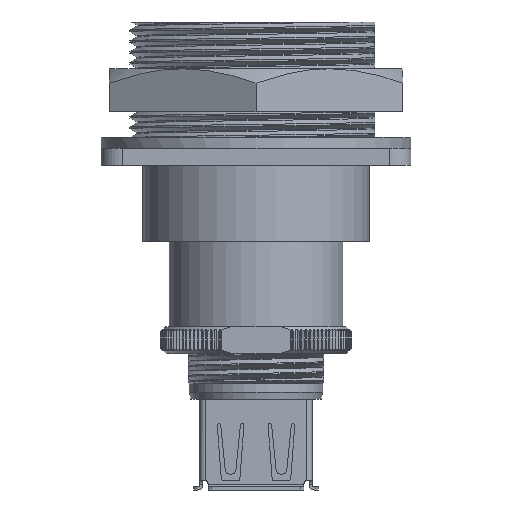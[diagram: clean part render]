
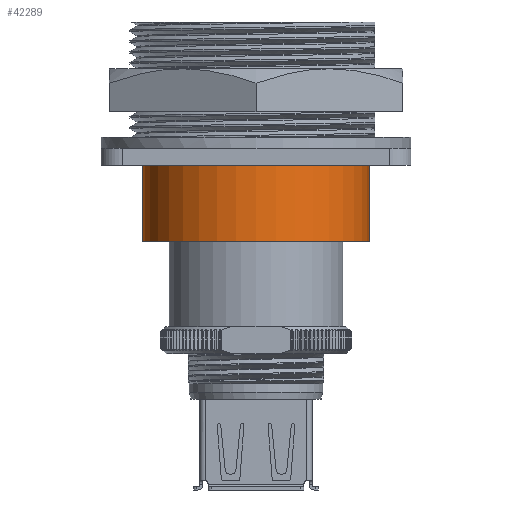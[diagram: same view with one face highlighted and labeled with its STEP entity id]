
A CAD part, front view. The second image highlights one B-rep face of the part: STEP entity #42289.
In plain terms, the highlighted cylindrical face has radius 13.335 mm (diameter 26.67 mm), a partial arc.
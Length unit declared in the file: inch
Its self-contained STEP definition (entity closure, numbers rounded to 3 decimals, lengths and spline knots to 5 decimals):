
#6071 = AXIS2_PLACEMENT_3D ( 'NONE', #39452, #16809, #43253 ) ;
#7477 = LINE ( 'NONE', #20858, #14018 ) ;
#7736 = AXIS2_PLACEMENT_3D ( 'NONE', #37536, #14895, #41332 ) ;
#10279 = VERTEX_POINT ( 'NONE', #20998 ) ;
#10630 = EDGE_CURVE ( 'NONE', #39232, #17860, #12985, .T. ) ;
#12289 = EDGE_CURVE ( 'NONE', #39232, #37237, #29466, .T. ) ;
#12985 = CIRCLE ( 'NONE', #6071, 0.525 ) ;
#14018 = VECTOR ( 'NONE', #43356, 39.37008 ) ;
#14895 = DIRECTION ( 'NONE',  ( 0., 0., -1. ) ) ;
#16809 = DIRECTION ( 'NONE',  ( 0., 0., -1. ) ) ;
#17860 = VERTEX_POINT ( 'NONE', #19659 ) ;
#19659 = CARTESIAN_POINT ( 'NONE',  ( -0.525, 0., 0.28714 ) ) ;
#20858 = CARTESIAN_POINT ( 'NONE',  ( -0.525, 0., 0.28714 ) ) ;
#20998 = CARTESIAN_POINT ( 'NONE',  ( -0.525, 0., 0.64014 ) ) ;
#25618 = ORIENTED_EDGE ( 'NONE', *, *, #41656, .T. ) ;
#25674 = FACE_OUTER_BOUND ( 'NONE', #40394, .T. ) ;
#28413 = ORIENTED_EDGE ( 'NONE', *, *, #10630, .F. ) ;
#28649 = CIRCLE ( 'NONE', #7736, 0.525 ) ;
#29466 = LINE ( 'NONE', #34010, #38370 ) ;
#29538 = CARTESIAN_POINT ( 'NONE',  ( 0., 0., 0.28714 ) ) ;
#32185 = CARTESIAN_POINT ( 'NONE',  ( 0.525, 0., 0.64014 ) ) ;
#33244 = DIRECTION ( 'NONE',  ( 0., 0., 1. ) ) ;
#33315 = DIRECTION ( 'NONE',  ( 1., 0., 0. ) ) ;
#34010 = CARTESIAN_POINT ( 'NONE',  ( 0.525, 0., 0.28714 ) ) ;
#34539 = CYLINDRICAL_SURFACE ( 'NONE', #34699, 0.525 ) ;
#34699 = AXIS2_PLACEMENT_3D ( 'NONE', #29538, #37151, #33315 ) ;
#37151 = DIRECTION ( 'NONE',  ( 0., 0., 1. ) ) ;
#37237 = VERTEX_POINT ( 'NONE', #32185 ) ;
#37536 = CARTESIAN_POINT ( 'NONE',  ( 0., 0., 0.64014 ) ) ;
#38370 = VECTOR ( 'NONE', #33244, 39.37008 ) ;
#39232 = VERTEX_POINT ( 'NONE', #42376 ) ;
#39369 = EDGE_CURVE ( 'NONE', #17860, #10279, #7477, .T. ) ;
#39452 = CARTESIAN_POINT ( 'NONE',  ( 0., 0., 0.28714 ) ) ;
#40394 = EDGE_LOOP ( 'NONE', ( #48241, #28413, #43715, #25618 ) ) ;
#41332 = DIRECTION ( 'NONE',  ( -1., 0., 0. ) ) ;
#41656 = EDGE_CURVE ( 'NONE', #37237, #10279, #28649, .T. ) ;
#42289 = ADVANCED_FACE ( 'NONE', ( #25674 ), #34539, .T. ) ;
#42376 = CARTESIAN_POINT ( 'NONE',  ( 0.525, 0., 0.28714 ) ) ;
#43253 = DIRECTION ( 'NONE',  ( -1., 0., 0. ) ) ;
#43356 = DIRECTION ( 'NONE',  ( 0., 0., 1. ) ) ;
#43715 = ORIENTED_EDGE ( 'NONE', *, *, #12289, .T. ) ;
#48241 = ORIENTED_EDGE ( 'NONE', *, *, #39369, .F. ) ;
